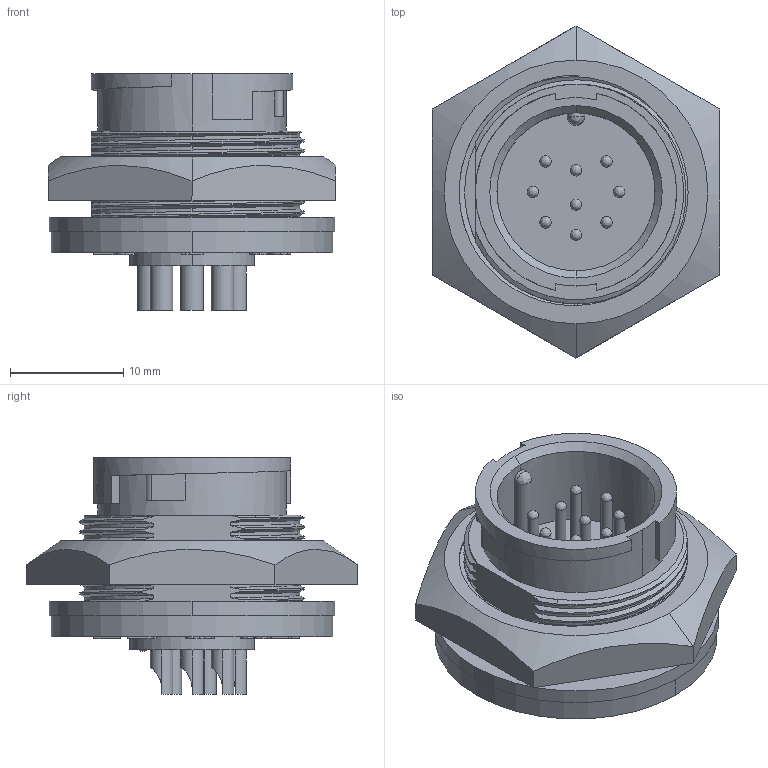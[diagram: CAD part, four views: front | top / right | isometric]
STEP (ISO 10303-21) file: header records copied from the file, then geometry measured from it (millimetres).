
FILE_DESCRIPTION (( 'STEP AP203' ), '1' );
FILE_NAME ('4282-9PG-300.STEP', '2013-04-02T14:14:09', ( '21FPBF1' ), ( 'Conxall' ), 'SwSTEP 2.0', 'SolidWorks 2012', '' );
FILE_SCHEMA (( 'CONFIG_CONTROL_DESIGN' ));
Length unit declared in the file: inch
Products named in the file (1): 4282-9PG-300
Bounding box: 25.4 x 29.33 x 20.93 mm (x, y, z)
Volume: 4767.5 mm3; surface area: 4132.1 mm2
Topology: 2 solids, 2 shells, 379 faces, 1037 edges, 680 vertices
Faces by surface type: plane 148, bspline 117, cylinder 109, cone 5
Entity records: 23441 total; most frequent: CARTESIAN_POINT 14838, ORIENTED_EDGE 2034, DIRECTION 1358, EDGE_CURVE 1017, VERTEX_POINT 680, LINE 536, VECTOR 536, EDGE_LOOP 419
